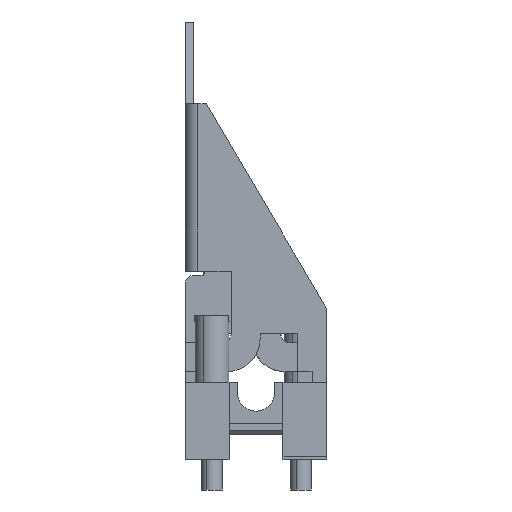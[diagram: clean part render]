
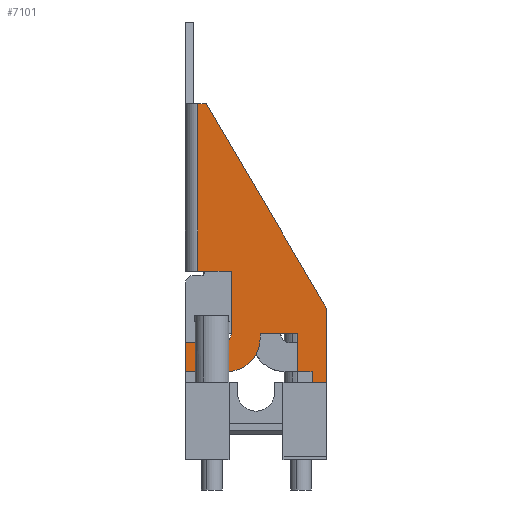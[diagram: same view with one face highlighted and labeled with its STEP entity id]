
A CAD part, front view. The second image highlights one B-rep face of the part: STEP entity #7101.
In plain terms, the highlighted planar face has unit normal (0, -1, 0).
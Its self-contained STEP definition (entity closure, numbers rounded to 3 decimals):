
#6469=AXIS2_PLACEMENT_3D('Circle Axis2P3D',#6467,#6468,$) ;
#6641=AXIS2_PLACEMENT_3D('Circle Axis2P3D',#6639,#6640,$) ;
#6836=AXIS2_PLACEMENT_3D('Circle Axis2P3D',#6834,#6835,$) ;
#7070=AXIS2_PLACEMENT_3D('Plane Axis2P3D',#7067,#7068,#7069) ;
#6262=CARTESIAN_POINT('Vertex',(3.,10.,93.07)) ;
#6317=CARTESIAN_POINT('Vertex',(3.,10.,52.7)) ;
#6348=CARTESIAN_POINT('Vertex',(30.5,10.,20.7)) ;
#6404=CARTESIAN_POINT('Vertex',(34.,10.,20.7)) ;
#6424=CARTESIAN_POINT('Line Origine',(3.,10.,55.385)) ;
#6441=CARTESIAN_POINT('Line Origine',(17.,10.,20.7)) ;
#6464=CARTESIAN_POINT('Vertex',(33.447,10.,44.729)) ;
#6467=CARTESIAN_POINT('Axis2P3D Location',(30.,10.,42.7)) ;
#6471=CARTESIAN_POINT('Vertex',(34.,10.,42.7)) ;
#6502=CARTESIAN_POINT('Vertex',(5.,10.,93.07)) ;
#6507=CARTESIAN_POINT('Line Origine',(19.224,10.,68.899)) ;
#6529=CARTESIAN_POINT('Line Origine',(4.,10.,93.07)) ;
#6572=CARTESIAN_POINT('Vertex',(11.,10.,52.7)) ;
#6577=CARTESIAN_POINT('Line Origine',(7.,10.,52.7)) ;
#6605=CARTESIAN_POINT('Vertex',(11.,10.,37.5)) ;
#6608=CARTESIAN_POINT('Line Origine',(11.,10.,45.1)) ;
#6636=CARTESIAN_POINT('Vertex',(9.,10.,35.5)) ;
#6639=CARTESIAN_POINT('Axis2P3D Location',(9.,10.,37.5)) ;
#6665=CARTESIAN_POINT('Vertex',(0.,10.,35.5)) ;
#6670=CARTESIAN_POINT('Line Origine',(4.5,10.,35.5)) ;
#6703=CARTESIAN_POINT('Vertex',(0.,10.,28.5)) ;
#6706=CARTESIAN_POINT('Line Origine',(0.,10.,32.)) ;
#6734=CARTESIAN_POINT('Vertex',(3.5,10.,28.5)) ;
#6737=CARTESIAN_POINT('Line Origine',(1.75,10.,28.5)) ;
#6765=CARTESIAN_POINT('Vertex',(3.5,10.,20.7)) ;
#6768=CARTESIAN_POINT('Line Origine',(3.5,10.,24.6)) ;
#6791=CARTESIAN_POINT('Vertex',(10.,10.,28.5)) ;
#6794=CARTESIAN_POINT('Line Origine',(8.5,10.,28.5)) ;
#6798=CARTESIAN_POINT('Vertex',(7.,10.,28.5)) ;
#6831=CARTESIAN_POINT('Vertex',(18.,10.,36.5)) ;
#6834=CARTESIAN_POINT('Axis2P3D Location',(10.,10.,36.5)) ;
#6860=CARTESIAN_POINT('Vertex',(18.,10.,37.7)) ;
#6865=CARTESIAN_POINT('Line Origine',(18.,10.,37.1)) ;
#6893=CARTESIAN_POINT('Vertex',(27.,10.,37.7)) ;
#6896=CARTESIAN_POINT('Line Origine',(22.5,10.,37.7)) ;
#6929=CARTESIAN_POINT('Vertex',(27.,10.,28.5)) ;
#6932=CARTESIAN_POINT('Line Origine',(27.,10.,33.1)) ;
#6955=CARTESIAN_POINT('Vertex',(30.5,10.,28.5)) ;
#6958=CARTESIAN_POINT('Line Origine',(28.75,10.,28.5)) ;
#6985=CARTESIAN_POINT('Line Origine',(30.5,10.,24.6)) ;
#7019=CARTESIAN_POINT('Line Origine',(34.,10.,31.7)) ;
#7041=CARTESIAN_POINT('Line Origine',(7.,10.,24.6)) ;
#7045=CARTESIAN_POINT('Vertex',(7.,10.,20.7)) ;
#7067=CARTESIAN_POINT('Axis2P3D Location',(2.,10.,72.885)) ;
#7072=CARTESIAN_POINT('Line Origine',(5.25,10.,20.7)) ;
#6425=DIRECTION('Vector Direction',(0.,0.,1.)) ;
#6442=DIRECTION('Vector Direction',(1.,0.,0.)) ;
#6468=DIRECTION('Axis2P3D Direction',(0.,-1.,0.)) ;
#6508=DIRECTION('Vector Direction',(0.507,0.,-0.862)) ;
#6530=DIRECTION('Vector Direction',(1.,0.,0.)) ;
#6578=DIRECTION('Vector Direction',(1.,0.,0.)) ;
#6609=DIRECTION('Vector Direction',(0.,0.,-1.)) ;
#6640=DIRECTION('Axis2P3D Direction',(0.,-1.,0.)) ;
#6671=DIRECTION('Vector Direction',(1.,0.,0.)) ;
#6707=DIRECTION('Vector Direction',(0.,0.,-1.)) ;
#6738=DIRECTION('Vector Direction',(1.,0.,0.)) ;
#6769=DIRECTION('Vector Direction',(0.,0.,1.)) ;
#6795=DIRECTION('Vector Direction',(1.,0.,0.)) ;
#6835=DIRECTION('Axis2P3D Direction',(0.,-1.,0.)) ;
#6866=DIRECTION('Vector Direction',(0.,0.,1.)) ;
#6897=DIRECTION('Vector Direction',(1.,0.,0.)) ;
#6933=DIRECTION('Vector Direction',(0.,0.,-1.)) ;
#6959=DIRECTION('Vector Direction',(1.,0.,0.)) ;
#6986=DIRECTION('Vector Direction',(0.,0.,1.)) ;
#7020=DIRECTION('Vector Direction',(0.,0.,1.)) ;
#7042=DIRECTION('Vector Direction',(0.,0.,1.)) ;
#7068=DIRECTION('Axis2P3D Direction',(0.,-1.,0.)) ;
#7069=DIRECTION('Axis2P3D XDirection',(0.,0.,-1.)) ;
#7073=DIRECTION('Vector Direction',(1.,0.,0.)) ;
#6426=VECTOR('Line Direction',#6425,1.) ;
#6443=VECTOR('Line Direction',#6442,1.) ;
#6509=VECTOR('Line Direction',#6508,1.) ;
#6531=VECTOR('Line Direction',#6530,1.) ;
#6579=VECTOR('Line Direction',#6578,1.) ;
#6610=VECTOR('Line Direction',#6609,1.) ;
#6672=VECTOR('Line Direction',#6671,1.) ;
#6708=VECTOR('Line Direction',#6707,1.) ;
#6739=VECTOR('Line Direction',#6738,1.) ;
#6770=VECTOR('Line Direction',#6769,1.) ;
#6796=VECTOR('Line Direction',#6795,1.) ;
#6867=VECTOR('Line Direction',#6866,1.) ;
#6898=VECTOR('Line Direction',#6897,1.) ;
#6934=VECTOR('Line Direction',#6933,1.) ;
#6960=VECTOR('Line Direction',#6959,1.) ;
#6987=VECTOR('Line Direction',#6986,1.) ;
#7021=VECTOR('Line Direction',#7020,1.) ;
#7043=VECTOR('Line Direction',#7042,1.) ;
#7074=VECTOR('Line Direction',#7073,1.) ;
#7078=ORIENTED_EDGE('',*,*,#6511,.F.) ;
#7079=ORIENTED_EDGE('',*,*,#6533,.F.) ;
#7080=ORIENTED_EDGE('',*,*,#6428,.T.) ;
#7081=ORIENTED_EDGE('',*,*,#6581,.T.) ;
#7082=ORIENTED_EDGE('',*,*,#6612,.T.) ;
#7083=ORIENTED_EDGE('',*,*,#6643,.F.) ;
#7084=ORIENTED_EDGE('',*,*,#6674,.F.) ;
#7085=ORIENTED_EDGE('',*,*,#6710,.T.) ;
#7086=ORIENTED_EDGE('',*,*,#6741,.T.) ;
#7087=ORIENTED_EDGE('',*,*,#6772,.F.) ;
#7088=ORIENTED_EDGE('',*,*,#7076,.T.) ;
#7089=ORIENTED_EDGE('',*,*,#7047,.T.) ;
#7090=ORIENTED_EDGE('',*,*,#6800,.T.) ;
#7091=ORIENTED_EDGE('',*,*,#6838,.T.) ;
#7092=ORIENTED_EDGE('',*,*,#6869,.T.) ;
#7093=ORIENTED_EDGE('',*,*,#6900,.T.) ;
#7094=ORIENTED_EDGE('',*,*,#6936,.T.) ;
#7095=ORIENTED_EDGE('',*,*,#6962,.T.) ;
#7096=ORIENTED_EDGE('',*,*,#6989,.F.) ;
#7097=ORIENTED_EDGE('',*,*,#6445,.T.) ;
#7098=ORIENTED_EDGE('',*,*,#7023,.T.) ;
#7099=ORIENTED_EDGE('',*,*,#6473,.T.) ;
#7101=ADVANCED_FACE('Hauptk\X2\00F6\X0\rper',(#7100),#7071,.T.) ;
#6470=CIRCLE('generated circle',#6469,4.) ;
#6642=CIRCLE('generated circle',#6641,2.) ;
#6837=CIRCLE('generated circle',#6836,8.) ;
#6428=EDGE_CURVE('',#6263,#6318,#6427,.F.) ;
#6445=EDGE_CURVE('',#6349,#6405,#6444,.T.) ;
#6473=EDGE_CURVE('',#6472,#6465,#6470,.T.) ;
#6511=EDGE_CURVE('',#6503,#6465,#6510,.T.) ;
#6533=EDGE_CURVE('',#6263,#6503,#6532,.T.) ;
#6581=EDGE_CURVE('',#6318,#6573,#6580,.T.) ;
#6612=EDGE_CURVE('',#6573,#6606,#6611,.T.) ;
#6643=EDGE_CURVE('',#6637,#6606,#6642,.T.) ;
#6674=EDGE_CURVE('',#6666,#6637,#6673,.T.) ;
#6710=EDGE_CURVE('',#6666,#6704,#6709,.T.) ;
#6741=EDGE_CURVE('',#6704,#6735,#6740,.T.) ;
#6772=EDGE_CURVE('',#6766,#6735,#6771,.T.) ;
#6800=EDGE_CURVE('',#6799,#6792,#6797,.T.) ;
#6838=EDGE_CURVE('',#6792,#6832,#6837,.T.) ;
#6869=EDGE_CURVE('',#6832,#6861,#6868,.T.) ;
#6900=EDGE_CURVE('',#6861,#6894,#6899,.T.) ;
#6936=EDGE_CURVE('',#6894,#6930,#6935,.T.) ;
#6962=EDGE_CURVE('',#6930,#6956,#6961,.T.) ;
#6989=EDGE_CURVE('',#6349,#6956,#6988,.T.) ;
#7023=EDGE_CURVE('',#6405,#6472,#7022,.T.) ;
#7047=EDGE_CURVE('',#7046,#6799,#7044,.T.) ;
#7076=EDGE_CURVE('',#6766,#7046,#7075,.T.) ;
#7077=EDGE_LOOP('',(#7078,#7079,#7080,#7081,#7082,#7083,#7084,#7085,#7086,#7087,#7088,#7089,#7090,#7091,#7092,#7093,#7094,#7095,#7096,#7097,#7098,#7099)) ;
#7100=FACE_OUTER_BOUND('',#7077,.T.) ;
#6427=LINE('Line',#6424,#6426) ;
#6444=LINE('Line',#6441,#6443) ;
#6510=LINE('Line',#6507,#6509) ;
#6532=LINE('Line',#6529,#6531) ;
#6580=LINE('Line',#6577,#6579) ;
#6611=LINE('Line',#6608,#6610) ;
#6673=LINE('Line',#6670,#6672) ;
#6709=LINE('Line',#6706,#6708) ;
#6740=LINE('Line',#6737,#6739) ;
#6771=LINE('Line',#6768,#6770) ;
#6797=LINE('Line',#6794,#6796) ;
#6868=LINE('Line',#6865,#6867) ;
#6899=LINE('Line',#6896,#6898) ;
#6935=LINE('Line',#6932,#6934) ;
#6961=LINE('Line',#6958,#6960) ;
#6988=LINE('Line',#6985,#6987) ;
#7022=LINE('Line',#7019,#7021) ;
#7044=LINE('Line',#7041,#7043) ;
#7075=LINE('Line',#7072,#7074) ;
#7071=PLANE('',#7070) ;
#6263=VERTEX_POINT('',#6262) ;
#6318=VERTEX_POINT('',#6317) ;
#6349=VERTEX_POINT('',#6348) ;
#6405=VERTEX_POINT('',#6404) ;
#6465=VERTEX_POINT('',#6464) ;
#6472=VERTEX_POINT('',#6471) ;
#6503=VERTEX_POINT('',#6502) ;
#6573=VERTEX_POINT('',#6572) ;
#6606=VERTEX_POINT('',#6605) ;
#6637=VERTEX_POINT('',#6636) ;
#6666=VERTEX_POINT('',#6665) ;
#6704=VERTEX_POINT('',#6703) ;
#6735=VERTEX_POINT('',#6734) ;
#6766=VERTEX_POINT('',#6765) ;
#6792=VERTEX_POINT('',#6791) ;
#6799=VERTEX_POINT('',#6798) ;
#6832=VERTEX_POINT('',#6831) ;
#6861=VERTEX_POINT('',#6860) ;
#6894=VERTEX_POINT('',#6893) ;
#6930=VERTEX_POINT('',#6929) ;
#6956=VERTEX_POINT('',#6955) ;
#7046=VERTEX_POINT('',#7045) ;
